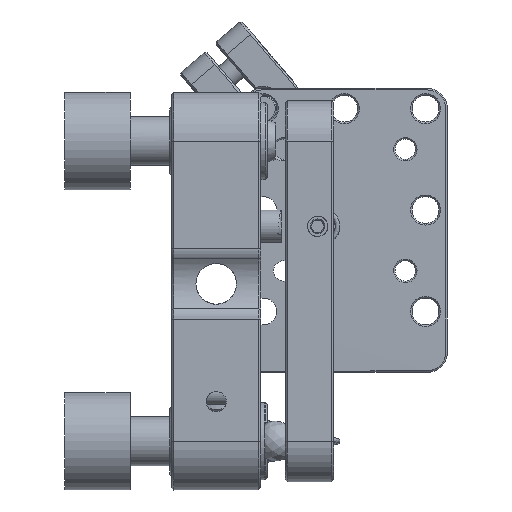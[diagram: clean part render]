
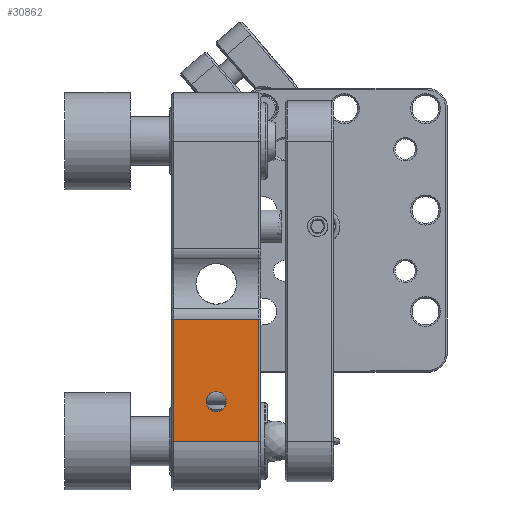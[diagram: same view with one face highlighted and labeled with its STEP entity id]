
A CAD part, front view. The second image highlights one B-rep face of the part: STEP entity #30862.
In plain terms, the highlighted planar face has unit normal (0, 1, 0).
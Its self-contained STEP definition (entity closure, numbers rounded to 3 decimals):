
#469 = PLANE ( 'NONE',  #2589 ) ;
#1978 = ORIENTED_EDGE ( 'NONE', *, *, #26315, .T. ) ;
#2460 = CIRCLE ( 'NONE', #31943, 1.25 ) ;
#2572 = LINE ( 'NONE', #13525, #4865 ) ;
#2589 = AXIS2_PLACEMENT_3D ( 'NONE', #9310, #32790, #9874 ) ;
#3994 = EDGE_CURVE ( 'NONE', #16380, #6848, #24320, .T. ) ;
#4104 = CARTESIAN_POINT ( 'NONE',  ( -5.5, -24.5, -18.5 ) ) ;
#4865 = VECTOR ( 'NONE', #19697, 1000. ) ;
#5502 = CARTESIAN_POINT ( 'NONE',  ( 5.25, -24.5, -3.43 ) ) ;
#6301 = CARTESIAN_POINT ( 'NONE',  ( 5.25, -24.5, -18.5 ) ) ;
#6848 = VERTEX_POINT ( 'NONE', #20823 ) ;
#8261 = LINE ( 'NONE', #31171, #32074 ) ;
#8949 = DIRECTION ( 'NONE',  ( 1., 0., 0. ) ) ;
#9310 = CARTESIAN_POINT ( 'NONE',  ( -5.5, -24.5, 24.5 ) ) ;
#9769 = VECTOR ( 'NONE', #18334, 1000. ) ;
#9874 = DIRECTION ( 'NONE',  ( 0., 0., 1. ) ) ;
#9987 = EDGE_CURVE ( 'NONE', #16380, #25063, #8261, .T. ) ;
#10092 = EDGE_LOOP ( 'NONE', ( #24792 ) ) ;
#11823 = LINE ( 'NONE', #21064, #25820 ) ;
#13525 = CARTESIAN_POINT ( 'NONE',  ( -5.25, -24.5, 24.5 ) ) ;
#15520 = ORIENTED_EDGE ( 'NONE', *, *, #9987, .F. ) ;
#16380 = VERTEX_POINT ( 'NONE', #6301 ) ;
#17381 = CARTESIAN_POINT ( 'NONE',  ( 0., -24.5, -14.85 ) ) ;
#17952 = VERTEX_POINT ( 'NONE', #17381 ) ;
#18334 = DIRECTION ( 'NONE',  ( -1., 0., 0. ) ) ;
#19697 = DIRECTION ( 'NONE',  ( 0., 0., 1. ) ) ;
#20823 = CARTESIAN_POINT ( 'NONE',  ( -5.25, -24.5, -18.5 ) ) ;
#21064 = CARTESIAN_POINT ( 'NONE',  ( -5.5, -24.5, -3.43 ) ) ;
#24320 = LINE ( 'NONE', #4104, #9769 ) ;
#24792 = ORIENTED_EDGE ( 'NONE', *, *, #24936, .F. ) ;
#24936 = EDGE_CURVE ( 'NONE', #17952, #17952, #2460, .T. ) ;
#25019 = ORIENTED_EDGE ( 'NONE', *, *, #3994, .T. ) ;
#25063 = VERTEX_POINT ( 'NONE', #5502 ) ;
#25176 = DIRECTION ( 'NONE',  ( 0., 0., -1. ) ) ;
#25296 = EDGE_CURVE ( 'NONE', #34414, #25063, #11823, .T. ) ;
#25820 = VECTOR ( 'NONE', #8949, 1000. ) ;
#25890 = CARTESIAN_POINT ( 'NONE',  ( 0., -24.5, -13.6 ) ) ;
#26315 = EDGE_CURVE ( 'NONE', #6848, #34414, #2572, .T. ) ;
#28515 = EDGE_LOOP ( 'NONE', ( #15520, #25019, #1978, #34241 ) ) ;
#29721 = FACE_BOUND ( 'NONE', #10092, .T. ) ;
#30862 = ADVANCED_FACE ( 'NONE', ( #35302, #29721 ), #469, .T. ) ;
#31171 = CARTESIAN_POINT ( 'NONE',  ( 5.25, -24.5, 24.5 ) ) ;
#31738 = DIRECTION ( 'NONE',  ( 0., 0., 1. ) ) ;
#31943 = AXIS2_PLACEMENT_3D ( 'NONE', #25890, #36549, #25176 ) ;
#32074 = VECTOR ( 'NONE', #31738, 1000. ) ;
#32790 = DIRECTION ( 'NONE',  ( 0., 1., 0. ) ) ;
#32798 = CARTESIAN_POINT ( 'NONE',  ( -5.25, -24.5, -3.43 ) ) ;
#34241 = ORIENTED_EDGE ( 'NONE', *, *, #25296, .T. ) ;
#34414 = VERTEX_POINT ( 'NONE', #32798 ) ;
#35302 = FACE_OUTER_BOUND ( 'NONE', #28515, .T. ) ;
#36549 = DIRECTION ( 'NONE',  ( 0., 1., 0. ) ) ;
